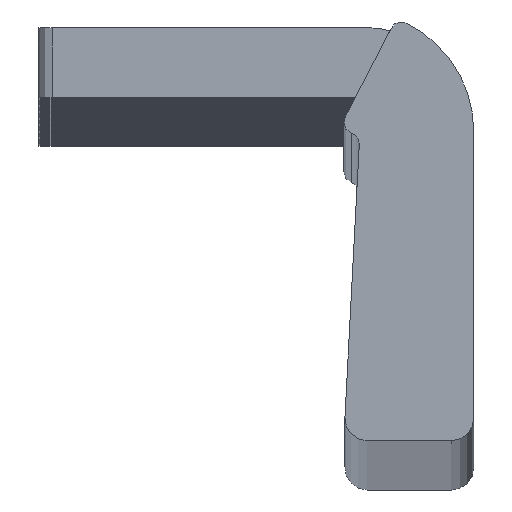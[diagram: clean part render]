
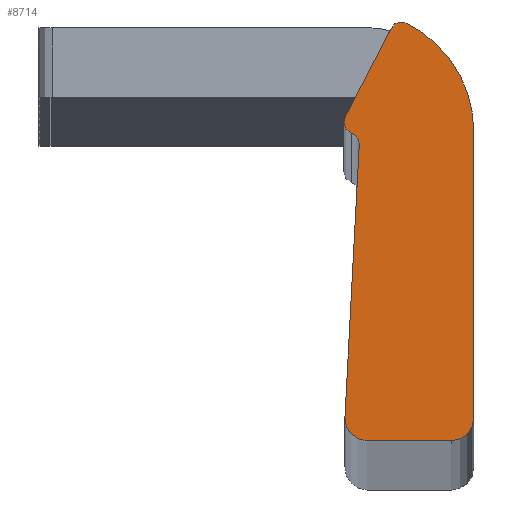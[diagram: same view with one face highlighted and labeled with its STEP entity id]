
A CAD part, top view. The second image highlights one B-rep face of the part: STEP entity #8714.
In plain terms, the highlighted planar face has unit normal (0, 0, 1).
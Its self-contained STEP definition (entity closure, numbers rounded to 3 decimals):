
#362=CIRCLE('',#9374,0.4);
#363=CIRCLE('',#9375,0.4);
#364=CIRCLE('',#9376,0.8);
#365=CIRCLE('',#9377,0.8);
#366=CIRCLE('',#9378,4.3);
#367=CIRCLE('',#9379,0.4);
#1185=FACE_OUTER_BOUND('',#1710,.T.);
#1710=EDGE_LOOP('',(#6713,#6714,#6715,#6716,#6717,#6718,#6719,#6720,#6721,
#6722));
#2064=LINE('',#12434,#2937);
#2580=LINE('',#13812,#3453);
#2581=LINE('',#13816,#3454);
#2582=LINE('',#13820,#3455);
#2937=VECTOR('',#9914,3.526);
#3453=VECTOR('',#11006,9.787);
#3454=VECTOR('',#11009,3.016);
#3455=VECTOR('',#11012,10.29);
#3809=VERTEX_POINT('',#12430);
#3811=VERTEX_POINT('',#12433);
#4383=VERTEX_POINT('',#13807);
#4384=VERTEX_POINT('',#13809);
#4385=VERTEX_POINT('',#13811);
#4386=VERTEX_POINT('',#13813);
#4387=VERTEX_POINT('',#13815);
#4388=VERTEX_POINT('',#13817);
#4389=VERTEX_POINT('',#13819);
#4390=VERTEX_POINT('',#13821);
#4628=EDGE_CURVE('',#3811,#3809,#2064,.T.);
#5315=EDGE_CURVE('',#4383,#3809,#362,.T.);
#5316=EDGE_CURVE('',#4384,#4383,#363,.T.);
#5317=EDGE_CURVE('',#4385,#4384,#2580,.T.);
#5318=EDGE_CURVE('',#4386,#4385,#364,.T.);
#5319=EDGE_CURVE('',#4387,#4386,#2581,.T.);
#5320=EDGE_CURVE('',#4388,#4387,#365,.T.);
#5321=EDGE_CURVE('',#4389,#4388,#2582,.T.);
#5322=EDGE_CURVE('',#4390,#4389,#366,.T.);
#5323=EDGE_CURVE('',#3811,#4390,#367,.T.);
#6713=ORIENTED_EDGE('',*,*,#5315,.F.);
#6714=ORIENTED_EDGE('',*,*,#5316,.F.);
#6715=ORIENTED_EDGE('',*,*,#5317,.F.);
#6716=ORIENTED_EDGE('',*,*,#5318,.F.);
#6717=ORIENTED_EDGE('',*,*,#5319,.F.);
#6718=ORIENTED_EDGE('',*,*,#5320,.F.);
#6719=ORIENTED_EDGE('',*,*,#5321,.F.);
#6720=ORIENTED_EDGE('',*,*,#5322,.F.);
#6721=ORIENTED_EDGE('',*,*,#5323,.F.);
#6722=ORIENTED_EDGE('',*,*,#4628,.T.);
#8423=PLANE('',#9373);
#8714=ADVANCED_FACE('',(#1185),#8423,.T.);
#9373=AXIS2_PLACEMENT_3D('',#13806,#11000,#11001);
#9374=AXIS2_PLACEMENT_3D('',#13808,#11002,#11003);
#9375=AXIS2_PLACEMENT_3D('',#13810,#11004,#11005);
#9376=AXIS2_PLACEMENT_3D('',#13814,#11007,#11008);
#9377=AXIS2_PLACEMENT_3D('',#13818,#11010,#11011);
#9378=AXIS2_PLACEMENT_3D('',#13822,#11013,#11014);
#9379=AXIS2_PLACEMENT_3D('',#13823,#11015,#11016);
#9914=DIRECTION('',(-0.459,-0.888,0.));
#11000=DIRECTION('center_axis',(0.,0.,1.));
#11001=DIRECTION('ref_axis',(1.,0.,0.));
#11002=DIRECTION('center_axis',(0.,0.,-1.));
#11003=DIRECTION('ref_axis',(0.301,0.954,0.));
#11004=DIRECTION('center_axis',(0.,0.,1.));
#11005=DIRECTION('ref_axis',(-0.999,0.053,0.));
#11006=DIRECTION('',(0.053,0.999,0.));
#11007=DIRECTION('center_axis',(0.,0.,-1.));
#11008=DIRECTION('ref_axis',(-0.999,0.053,0.));
#11009=DIRECTION('',(-1.,0.,0.));
#11010=DIRECTION('center_axis',(0.,0.,-1.));
#11011=DIRECTION('ref_axis',(0.,-1.,0.));
#11012=DIRECTION('',(0.,-1.,0.));
#11013=DIRECTION('center_axis',(0.,0.,-1.));
#11014=DIRECTION('ref_axis',(1.,0.,0.));
#11015=DIRECTION('center_axis',(0.,0.,-1.));
#11016=DIRECTION('ref_axis',(0.436,0.9,0.));
#12430=CARTESIAN_POINT('',(-2.235,11.642,1012.));
#12433=CARTESIAN_POINT('',(-0.617,14.774,1012.));
#12434=CARTESIAN_POINT('',(-0.617,14.774,1012.));
#13806=CARTESIAN_POINT('Origin',(0.204,6.592,1012.));
#13807=CARTESIAN_POINT('',(-2.037,11.018,1012.));
#13808=CARTESIAN_POINT('Origin',(-1.917,11.4,1012.));
#13809=CARTESIAN_POINT('',(-1.758,10.616,1012.));
#13810=CARTESIAN_POINT('Origin',(-2.157,10.637,1012.));
#13811=CARTESIAN_POINT('',(-2.272,0.842,1012.));
#13812=CARTESIAN_POINT('',(-2.272,0.842,1012.));
#13813=CARTESIAN_POINT('',(-1.473,0.,1012.));
#13814=CARTESIAN_POINT('Origin',(-1.473,0.8,1012.));
#13815=CARTESIAN_POINT('',(1.543,0.,1012.));
#13816=CARTESIAN_POINT('',(1.543,0.,1012.));
#13817=CARTESIAN_POINT('',(2.343,0.8,1012.));
#13818=CARTESIAN_POINT('Origin',(1.543,0.8,1012.));
#13819=CARTESIAN_POINT('',(2.343,11.09,1012.));
#13820=CARTESIAN_POINT('',(2.343,11.09,1012.));
#13821=CARTESIAN_POINT('',(-0.083,14.96,1012.));
#13822=CARTESIAN_POINT('Origin',(-1.957,11.09,1012.));
#13823=CARTESIAN_POINT('Origin',(-0.257,14.6,1012.));
